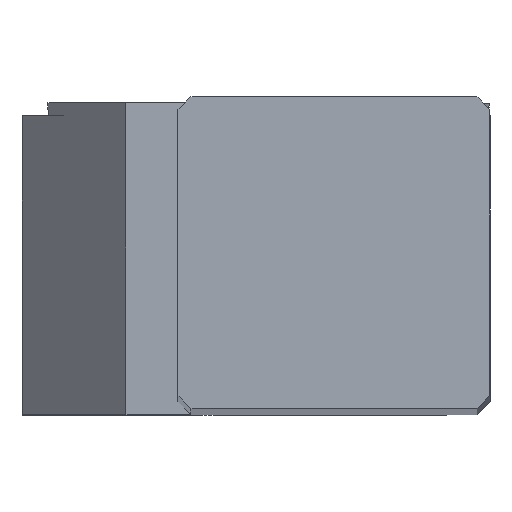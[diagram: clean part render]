
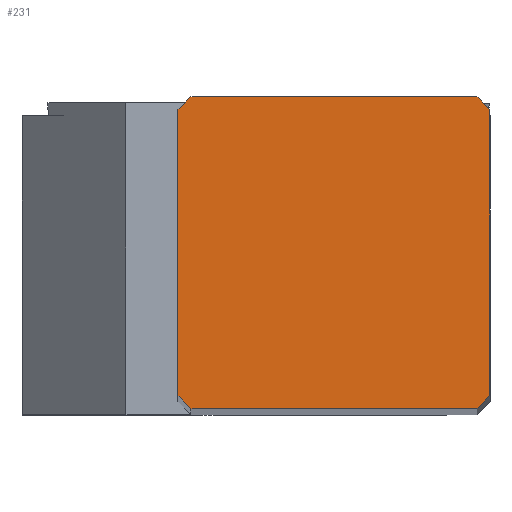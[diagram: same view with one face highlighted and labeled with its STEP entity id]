
A CAD part, top view. The second image highlights one B-rep face of the part: STEP entity #231.
In plain terms, the highlighted planar face has unit normal (0, 0, 1).
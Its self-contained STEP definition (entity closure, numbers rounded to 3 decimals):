
#147=FACE_OUTER_BOUND('',#368,.T.);
#231=ADVANCED_FACE('',(#147),#302,.T.);
#302=PLANE('',#1831);
#368=EDGE_LOOP('',(#613,#614,#615,#616,#617,#618,#619,#620));
#613=ORIENTED_EDGE('',*,*,#1169,.F.);
#614=ORIENTED_EDGE('',*,*,#1170,.F.);
#615=ORIENTED_EDGE('',*,*,#1171,.T.);
#616=ORIENTED_EDGE('',*,*,#1172,.F.);
#617=ORIENTED_EDGE('',*,*,#1173,.F.);
#618=ORIENTED_EDGE('',*,*,#1174,.F.);
#619=ORIENTED_EDGE('',*,*,#1101,.T.);
#620=ORIENTED_EDGE('',*,*,#1166,.F.);
#928=VERTEX_POINT('',#2544);
#929=VERTEX_POINT('',#2546);
#979=VERTEX_POINT('',#2692);
#980=VERTEX_POINT('',#2696);
#981=VERTEX_POINT('',#2700);
#982=VERTEX_POINT('',#2702);
#983=VERTEX_POINT('',#2704);
#984=VERTEX_POINT('',#2706);
#1101=EDGE_CURVE('',#929,#928,#1465,.T.);
#1166=EDGE_CURVE('',#979,#928,#1506,.T.);
#1169=EDGE_CURVE('',#980,#979,#1509,.T.);
#1170=EDGE_CURVE('',#981,#980,#1510,.T.);
#1171=EDGE_CURVE('',#981,#982,#1511,.T.);
#1172=EDGE_CURVE('',#983,#982,#1512,.T.);
#1173=EDGE_CURVE('',#984,#983,#1513,.T.);
#1174=EDGE_CURVE('',#929,#984,#1514,.T.);
#1465=LINE('',#2545,#1594);
#1506=LINE('',#2691,#1635);
#1509=LINE('',#2697,#1638);
#1510=LINE('',#2699,#1639);
#1511=LINE('',#2701,#1640);
#1512=LINE('',#2703,#1641);
#1513=LINE('',#2705,#1642);
#1514=LINE('',#2707,#1643);
#1594=VECTOR('',#2060,1.);
#1635=VECTOR('',#2171,1.);
#1638=VECTOR('',#2176,1.);
#1639=VECTOR('',#2179,1.);
#1640=VECTOR('',#2180,1.);
#1641=VECTOR('',#2181,1.);
#1642=VECTOR('',#2182,1.);
#1643=VECTOR('',#2183,1.);
#1831=AXIS2_PLACEMENT_3D('',#2708,#2184,#2185);
#2060=DIRECTION('',(1.,0.,0.));
#2171=DIRECTION('',(-0.707,-0.707,0.));
#2176=DIRECTION('',(0.,-1.,0.));
#2179=DIRECTION('',(0.707,-0.707,0.));
#2180=DIRECTION('',(-1.,0.,0.));
#2181=DIRECTION('',(0.707,0.707,0.));
#2182=DIRECTION('',(0.,1.,0.));
#2183=DIRECTION('',(-0.707,0.707,0.));
#2184=DIRECTION('',(0.,0.,1.));
#2185=DIRECTION('',(-1.,0.,0.));
#2544=CARTESIAN_POINT('',(11.5,0.,0.));
#2545=CARTESIAN_POINT('',(0.5,0.,0.));
#2546=CARTESIAN_POINT('',(0.5,0.,0.));
#2691=CARTESIAN_POINT('',(12.,0.5,0.));
#2692=CARTESIAN_POINT('',(12.,0.5,0.));
#2696=CARTESIAN_POINT('',(12.,11.5,0.));
#2697=CARTESIAN_POINT('',(12.,11.5,0.));
#2699=CARTESIAN_POINT('',(11.5,12.,0.));
#2700=CARTESIAN_POINT('',(11.5,12.,0.));
#2701=CARTESIAN_POINT('',(11.5,12.,0.));
#2702=CARTESIAN_POINT('',(0.5,12.,0.));
#2703=CARTESIAN_POINT('',(0.,11.5,0.));
#2704=CARTESIAN_POINT('',(0.,11.5,0.));
#2705=CARTESIAN_POINT('',(0.,0.5,0.));
#2706=CARTESIAN_POINT('',(0.,0.5,0.));
#2707=CARTESIAN_POINT('',(0.5,0.,0.));
#2708=CARTESIAN_POINT('',(6.,6.,0.));
